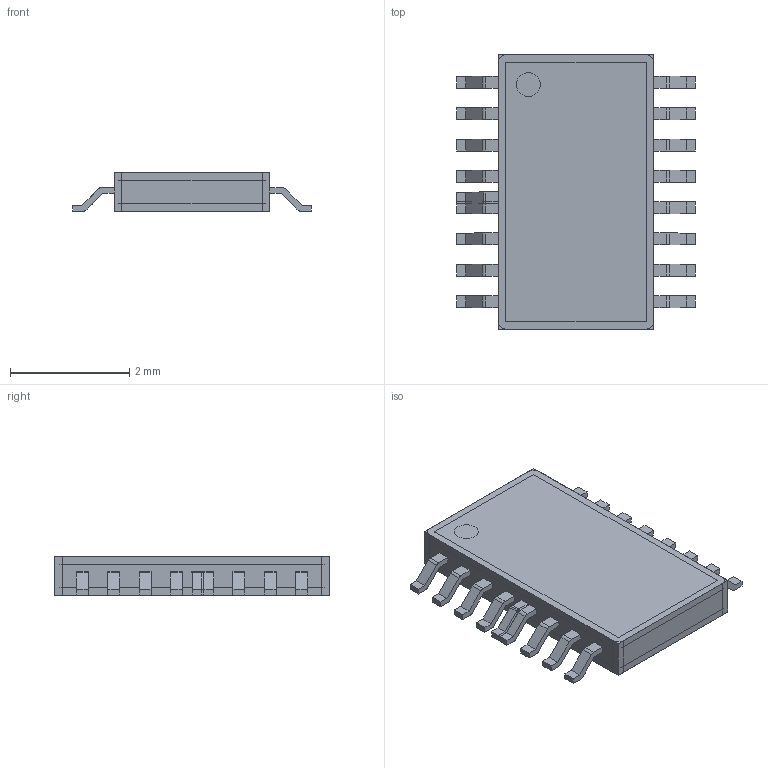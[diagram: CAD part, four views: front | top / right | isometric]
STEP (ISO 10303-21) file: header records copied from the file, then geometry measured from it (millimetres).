
FILE_DESCRIPTION(('FreeCAD Model'),'2;1');
FILE_NAME('Open CASCADE Shape Model','2022-12-21T17:29:05',(''),(''), 'Open CASCADE STEP processor 7.6','FreeCAD','Unknown');
FILE_SCHEMA(('AUTOMOTIVE_DESIGN { 1 0 10303 214 1 1 1 1 }'));
Length unit declared in the file: millimetre
Products named in the file (72): _________; Body; Sketch; Pad; Fillet; Chamfer; Sketch001; Pad001; Sketch002; Body001; Pad002; Fillet001; Body002; Fillet002; Pad003; Sketch003; Body003; Fillet003; Pad004; Sketch004; Body004; Fillet004; Pad005; Sketch005; Body005; Fillet005; Pad006; Sketch006; Body006; Fillet006; Pad007; Sketch007; Body007; Fillet007; Pad008; Sketch008; Body008; Fillet008; Pad009; Sketch009 ...
Assembly tree (71 placements, depth 2):
  _________
    Body
    Sketch
    Pad
    Fillet
    Chamfer
    Sketch001
    Pad001
    Sketch002
    Body001
    Pad002
    Fillet001
    Body002
    Fillet002
    Pad003
    Sketch003
    Body003
    Fillet003
    Pad004
    Sketch004
    Body004
    Fillet004
    Pad005
    Sketch005
    Body005
    Fillet005
    Pad006
    Sketch006
    Body006
    Fillet006
    Pad007
    Sketch007
    Body007
    Fillet007
    Pad008
    Sketch008
    Body008
    Fillet008
    Pad009
    Sketch009
    Body009
    Fillet009
    Pad010
    Sketch010
    Body010
    Fillet010
    Pad011
    Sketch011
    Body011
    Fillet011
    Pad012
    Sketch012
    Body012
    Fillet012
    Pad013
    Sketch013
    Body013
    Fillet013
    Pad014
    Sketch014
Bounding box: 4 x 4.6 x 0.65 mm (x, y, z)
Surface area: 185.2 mm2
Topology: 53 solids, 53 shells, 640 faces, 1683 edges, 1259 vertices
Faces by surface type: plane 536, cylinder 80, cone 24
Entity records: 41133 total; most frequent: CARTESIAN_POINT 7623, DIRECTION 6028, LINE 4272, VECTOR 4272, ORIENTED_EDGE 3052, PCURVE 3052, DEFINITIONAL_REPRESENTATION 3052, EDGE_CURVE 1526
